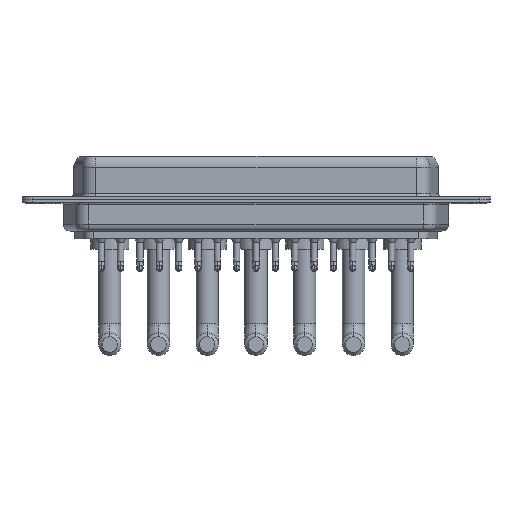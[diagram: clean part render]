
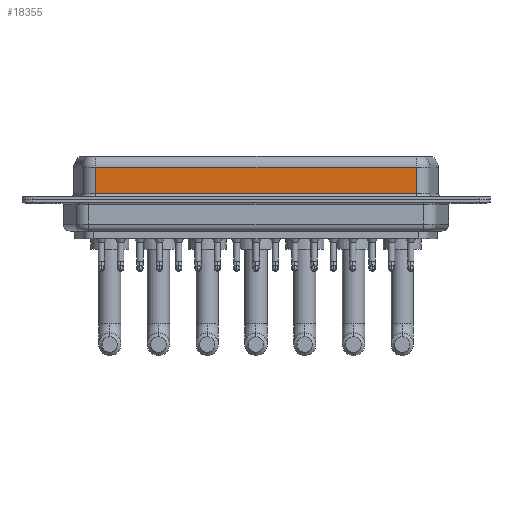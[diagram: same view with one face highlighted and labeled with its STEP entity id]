
A CAD part, front view. The second image highlights one B-rep face of the part: STEP entity #18355.
In plain terms, the highlighted planar face has unit normal (0, -1, 0).
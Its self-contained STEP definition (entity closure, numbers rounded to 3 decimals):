
#1362 = VERTEX_POINT ( 'NONE', #4469 ) ;
#2032 = PLANE ( 'NONE',  #13545 ) ;
#3924 = ORIENTED_EDGE ( 'NONE', *, *, #9657, .T. ) ;
#4330 = VERTEX_POINT ( 'NONE', #11401 ) ;
#4469 = CARTESIAN_POINT ( 'NONE',  ( 53.41, -5.375, 4.65 ) ) ;
#4932 = LINE ( 'NONE', #13943, #17803 ) ;
#4978 = CARTESIAN_POINT ( 'NONE',  ( 53.41, -5.375, 6.4 ) ) ;
#5536 = LINE ( 'NONE', #7006, #9965 ) ;
#5879 = EDGE_CURVE ( 'NONE', #1362, #12475, #7951, .T. ) ;
#7006 = CARTESIAN_POINT ( 'NONE',  ( 53.41, -5.375, 4.65 ) ) ;
#7951 = LINE ( 'NONE', #12355, #11668 ) ;
#9563 = CARTESIAN_POINT ( 'NONE',  ( 53.41, -5.375, 0.9 ) ) ;
#9580 = DIRECTION ( 'NONE',  ( 0., 0., 1. ) ) ;
#9614 = DIRECTION ( 'NONE',  ( 0., 0., -1. ) ) ;
#9637 = DIRECTION ( 'NONE',  ( 1., 0., 0. ) ) ;
#9657 = EDGE_CURVE ( 'NONE', #4330, #12475, #4932, .T. ) ;
#9965 = VECTOR ( 'NONE', #16209, 1000. ) ;
#10874 = VECTOR ( 'NONE', #14734, 1000. ) ;
#11401 = CARTESIAN_POINT ( 'NONE',  ( 7.59, -5.375, 0.9 ) ) ;
#11668 = VECTOR ( 'NONE', #9614, 1000. ) ;
#12262 = CARTESIAN_POINT ( 'NONE',  ( 7.59, -5.375, 4.65 ) ) ;
#12355 = CARTESIAN_POINT ( 'NONE',  ( 53.41, -5.375, 6.4 ) ) ;
#12475 = VERTEX_POINT ( 'NONE', #9563 ) ;
#13281 = EDGE_LOOP ( 'NONE', ( #13842, #17616, #16968, #3924 ) ) ;
#13545 = AXIS2_PLACEMENT_3D ( 'NONE', #4978, #14082, #9580 ) ;
#13842 = ORIENTED_EDGE ( 'NONE', *, *, #5879, .F. ) ;
#13943 = CARTESIAN_POINT ( 'NONE',  ( 53.41, -5.375, 0.9 ) ) ;
#14082 = DIRECTION ( 'NONE',  ( 0., 1., 0. ) ) ;
#14283 = EDGE_CURVE ( 'NONE', #14586, #4330, #15917, .T. ) ;
#14324 = EDGE_CURVE ( 'NONE', #1362, #14586, #5536, .T. ) ;
#14344 = CARTESIAN_POINT ( 'NONE',  ( 7.59, -5.375, 6.4 ) ) ;
#14586 = VERTEX_POINT ( 'NONE', #12262 ) ;
#14734 = DIRECTION ( 'NONE',  ( 0., 0., -1. ) ) ;
#15917 = LINE ( 'NONE', #14344, #10874 ) ;
#16209 = DIRECTION ( 'NONE',  ( -1., 0., 0. ) ) ;
#16968 = ORIENTED_EDGE ( 'NONE', *, *, #14283, .T. ) ;
#17616 = ORIENTED_EDGE ( 'NONE', *, *, #14324, .T. ) ;
#17803 = VECTOR ( 'NONE', #9637, 1000. ) ;
#18355 = ADVANCED_FACE ( 'NONE', ( #18427 ), #2032, .F. ) ;
#18427 = FACE_OUTER_BOUND ( 'NONE', #13281, .T. ) ;
